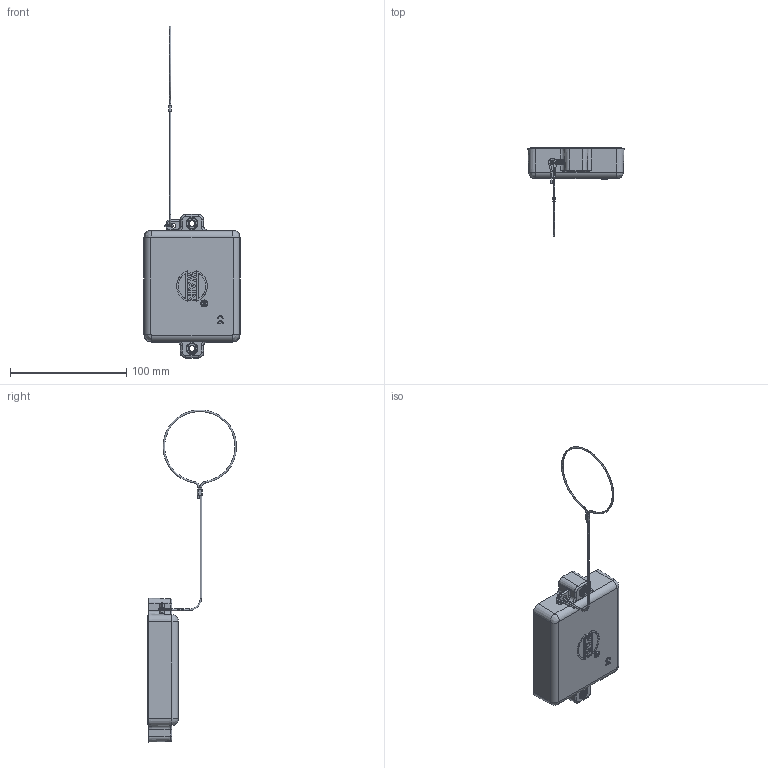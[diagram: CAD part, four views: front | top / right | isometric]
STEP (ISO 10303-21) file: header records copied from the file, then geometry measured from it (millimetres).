
FILE_DESCRIPTION((''),'2;1');
FILE_NAME('ASM0022_SW0001','2024-01-31T',('13001'),(''),'PRO/ENGINEER BY PARAMETRIC TECHNOLOGY CORPORATION, 2012480','PRO/ENGINEER BY PARAMETRIC TECHNOLOGY CORPORATION, 2012480','');
FILE_SCHEMA(('CONFIG_CONTROL_DESIGN'));
Length unit declared in the file: inch
Products named in the file (1): ASM0022_SW0001
Bounding box: 82.8 x 76.77 x 286.18 mm (x, y, z)
Volume: 76075.9 mm3; surface area: 39219.4 mm2
Topology: 2 solids, 2 shells, 567 faces, 1613 edges, 1035 vertices
Faces by surface type: bspline 154, cylinder 140, plane 136, cone 79, torus 38, extrusion 20
Entity records: 39970 total; most frequent: CARTESIAN_POINT 26886, ORIENTED_EDGE 3226, DIRECTION 1938, EDGE_CURVE 1613, VERTEX_POINT 1035, B_SPLINE_CURVE_WITH_KNOTS 801, AXIS2_PLACEMENT_3D 693, EDGE_LOOP 610
